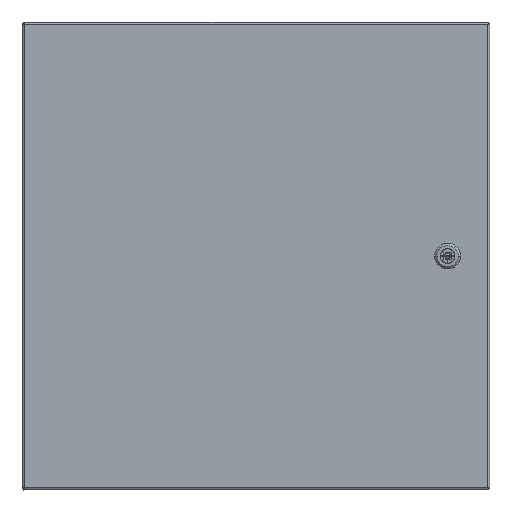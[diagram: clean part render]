
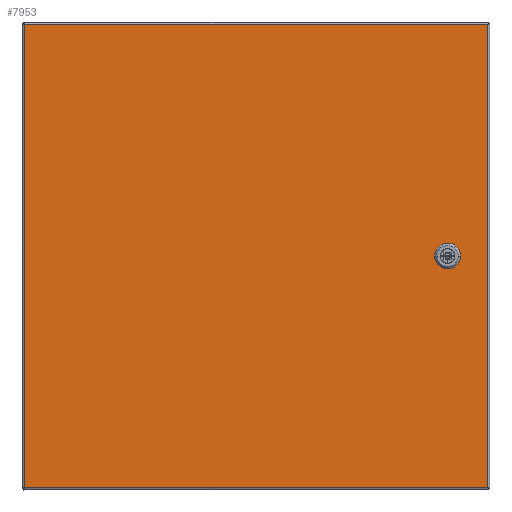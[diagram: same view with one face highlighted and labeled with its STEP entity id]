
A CAD part, front view. The second image highlights one B-rep face of the part: STEP entity #7953.
In plain terms, the highlighted planar face has unit normal (0, -1, 0).
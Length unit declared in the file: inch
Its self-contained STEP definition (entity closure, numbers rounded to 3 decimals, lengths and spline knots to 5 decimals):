
#462 = ORIENTED_EDGE ( 'NONE', *, *, #17521, .T. ) ;
#575 = DIRECTION ( 'NONE',  ( -1., 0., 0. ) ) ;
#654 = CARTESIAN_POINT ( 'NONE',  ( 8.422, -8.822, -0.396 ) ) ;
#783 = EDGE_CURVE ( 'NONE', #6284, #20793, #2973, .T. ) ;
#945 = VECTOR ( 'NONE', #11613, 39.37008 ) ;
#1192 = VERTEX_POINT ( 'NONE', #4233 ) ;
#1232 = DIRECTION ( 'NONE',  ( -0.707, 0., 0.707 ) ) ;
#1251 = ORIENTED_EDGE ( 'NONE', *, *, #783, .T. ) ;
#1443 = FACE_OUTER_BOUND ( 'NONE', #10276, .T. ) ;
#1646 = DIRECTION ( 'NONE',  ( 0.707, 0., 0.707 ) ) ;
#1801 = CARTESIAN_POINT ( 'NONE',  ( 7.7955, -8.822, -0.2315 ) ) ;
#1945 = DIRECTION ( 'NONE',  ( 0., 0., 1. ) ) ;
#2345 = VERTEX_POINT ( 'NONE', #12126 ) ;
#2451 = ORIENTED_EDGE ( 'NONE', *, *, #15259, .T. ) ;
#2760 = CARTESIAN_POINT ( 'NONE',  ( -9.896, -8.822, -9.899 ) ) ;
#2973 = LINE ( 'NONE', #9254, #9475 ) ;
#2988 = EDGE_CURVE ( 'NONE', #8076, #20137, #16211, .T. ) ;
#3041 = ORIENTED_EDGE ( 'NONE', *, *, #19357, .T. ) ;
#3268 = CARTESIAN_POINT ( 'NONE',  ( 8.5865, -8.822, -0.2315 ) ) ;
#3628 = LINE ( 'NONE', #20373, #4061 ) ;
#3880 = VECTOR ( 'NONE', #1945, 39.37008 ) ;
#4061 = VECTOR ( 'NONE', #575, 39.37008 ) ;
#4214 = VECTOR ( 'NONE', #1646, 39.37008 ) ;
#4233 = CARTESIAN_POINT ( 'NONE',  ( 9.901, -8.822, -9.899 ) ) ;
#4534 = CARTESIAN_POINT ( 'NONE',  ( -9.896, -8.822, -9.899 ) ) ;
#4644 = VECTOR ( 'NONE', #12864, 39.37008 ) ;
#4810 = DIRECTION ( 'NONE',  ( 0., 0., -1. ) ) ;
#5039 = LINE ( 'NONE', #12952, #8072 ) ;
#6284 = VERTEX_POINT ( 'NONE', #19137 ) ;
#6299 = ORIENTED_EDGE ( 'NONE', *, *, #7086, .T. ) ;
#6382 = ORIENTED_EDGE ( 'NONE', *, *, #17197, .T. ) ;
#6643 = LINE ( 'NONE', #13261, #6837 ) ;
#6721 = CARTESIAN_POINT ( 'NONE',  ( 8.5865, -8.822, -0.2315 ) ) ;
#6837 = VECTOR ( 'NONE', #10022, 39.37008 ) ;
#7086 = EDGE_CURVE ( 'NONE', #19641, #17686, #18409, .T. ) ;
#7126 = VERTEX_POINT ( 'NONE', #10199 ) ;
#7523 = CARTESIAN_POINT ( 'NONE',  ( 9.901, -8.822, -9.899 ) ) ;
#7684 = ORIENTED_EDGE ( 'NONE', *, *, #17555, .T. ) ;
#7876 = CARTESIAN_POINT ( 'NONE',  ( -9.896, -8.822, -9.899 ) ) ;
#7953 = ADVANCED_FACE ( 'NONE', ( #1443, #16085 ), #9796, .T. ) ;
#8072 = VECTOR ( 'NONE', #19420, 39.37008 ) ;
#8076 = VERTEX_POINT ( 'NONE', #15228 ) ;
#8144 = ORIENTED_EDGE ( 'NONE', *, *, #13727, .T. ) ;
#8507 = VERTEX_POINT ( 'NONE', #17118 ) ;
#8680 = ORIENTED_EDGE ( 'NONE', *, *, #17172, .T. ) ;
#9254 = CARTESIAN_POINT ( 'NONE',  ( 7.7955, -8.822, -0.2315 ) ) ;
#9361 = DIRECTION ( 'NONE',  ( 0., -1., 0. ) ) ;
#9475 = VECTOR ( 'NONE', #1232, 39.37008 ) ;
#9662 = CARTESIAN_POINT ( 'NONE',  ( 8.422, -8.822, 0.395 ) ) ;
#9774 = CARTESIAN_POINT ( 'NONE',  ( -9.896, -8.822, 9.898 ) ) ;
#9796 = PLANE ( 'NONE',  #17516 ) ;
#9943 = VECTOR ( 'NONE', #20011, 39.37008 ) ;
#10022 = DIRECTION ( 'NONE',  ( 0., 0., 1. ) ) ;
#10199 = CARTESIAN_POINT ( 'NONE',  ( 9.901, -8.822, 9.898 ) ) ;
#10276 = EDGE_LOOP ( 'NONE', ( #3041, #6382, #14386, #2451 ) ) ;
#11215 = ORIENTED_EDGE ( 'NONE', *, *, #21101, .T. ) ;
#11234 = EDGE_CURVE ( 'NONE', #21141, #20307, #19240, .T. ) ;
#11403 = LINE ( 'NONE', #20042, #4214 ) ;
#11464 = LINE ( 'NONE', #18292, #9943 ) ;
#11613 = DIRECTION ( 'NONE',  ( 0., 0., -1. ) ) ;
#11980 = VECTOR ( 'NONE', #19698, 39.37008 ) ;
#12126 = CARTESIAN_POINT ( 'NONE',  ( 7.96, -8.822, 0.395 ) ) ;
#12864 = DIRECTION ( 'NONE',  ( 0., 0., -1. ) ) ;
#12952 = CARTESIAN_POINT ( 'NONE',  ( 7.96, -8.822, -0.396 ) ) ;
#13217 = VECTOR ( 'NONE', #14684, 39.37008 ) ;
#13261 = CARTESIAN_POINT ( 'NONE',  ( 7.7955, -8.822, 0.2305 ) ) ;
#13542 = EDGE_LOOP ( 'NONE', ( #8680, #11215, #7684, #15357, #462, #6299, #8144, #1251 ) ) ;
#13727 = EDGE_CURVE ( 'NONE', #17686, #6284, #5039, .T. ) ;
#14386 = ORIENTED_EDGE ( 'NONE', *, *, #11234, .T. ) ;
#14684 = DIRECTION ( 'NONE',  ( 0.707, 0., -0.707 ) ) ;
#14897 = CARTESIAN_POINT ( 'NONE',  ( 8.5865, -8.822, -0.2315 ) ) ;
#15228 = CARTESIAN_POINT ( 'NONE',  ( 8.422, -8.822, 0.395 ) ) ;
#15259 = EDGE_CURVE ( 'NONE', #20307, #1192, #11464, .T. ) ;
#15357 = ORIENTED_EDGE ( 'NONE', *, *, #2988, .T. ) ;
#16085 = FACE_BOUND ( 'NONE', #13542, .T. ) ;
#16211 = LINE ( 'NONE', #19319, #13217 ) ;
#16271 = DIRECTION ( 'NONE',  ( 1., 0., 0. ) ) ;
#17118 = CARTESIAN_POINT ( 'NONE',  ( 7.7955, -8.822, 0.2305 ) ) ;
#17172 = EDGE_CURVE ( 'NONE', #20793, #8507, #6643, .T. ) ;
#17197 = EDGE_CURVE ( 'NONE', #7126, #21141, #3628, .T. ) ;
#17516 = AXIS2_PLACEMENT_3D ( 'NONE', #2760, #9361, #4810 ) ;
#17521 = EDGE_CURVE ( 'NONE', #20137, #19641, #19930, .T. ) ;
#17554 = VECTOR ( 'NONE', #16271, 39.37008 ) ;
#17555 = EDGE_CURVE ( 'NONE', #2345, #8076, #18204, .T. ) ;
#17686 = VERTEX_POINT ( 'NONE', #654 ) ;
#18204 = LINE ( 'NONE', #9662, #17554 ) ;
#18292 = CARTESIAN_POINT ( 'NONE',  ( -9.896, -8.822, -9.899 ) ) ;
#18409 = LINE ( 'NONE', #6721, #11980 ) ;
#18834 = CARTESIAN_POINT ( 'NONE',  ( 8.5865, -8.822, 0.2305 ) ) ;
#19137 = CARTESIAN_POINT ( 'NONE',  ( 7.96, -8.822, -0.396 ) ) ;
#19240 = LINE ( 'NONE', #7876, #4644 ) ;
#19319 = CARTESIAN_POINT ( 'NONE',  ( 8.422, -8.822, 0.395 ) ) ;
#19357 = EDGE_CURVE ( 'NONE', #1192, #7126, #20709, .T. ) ;
#19420 = DIRECTION ( 'NONE',  ( -1., 0., 0. ) ) ;
#19641 = VERTEX_POINT ( 'NONE', #14897 ) ;
#19698 = DIRECTION ( 'NONE',  ( -0.707, 0., -0.707 ) ) ;
#19930 = LINE ( 'NONE', #3268, #945 ) ;
#20011 = DIRECTION ( 'NONE',  ( 1., 0., 0. ) ) ;
#20042 = CARTESIAN_POINT ( 'NONE',  ( 7.96, -8.822, 0.395 ) ) ;
#20137 = VERTEX_POINT ( 'NONE', #18834 ) ;
#20307 = VERTEX_POINT ( 'NONE', #4534 ) ;
#20373 = CARTESIAN_POINT ( 'NONE',  ( -9.896, -8.822, 9.898 ) ) ;
#20709 = LINE ( 'NONE', #7523, #3880 ) ;
#20793 = VERTEX_POINT ( 'NONE', #1801 ) ;
#21101 = EDGE_CURVE ( 'NONE', #8507, #2345, #11403, .T. ) ;
#21141 = VERTEX_POINT ( 'NONE', #9774 ) ;
